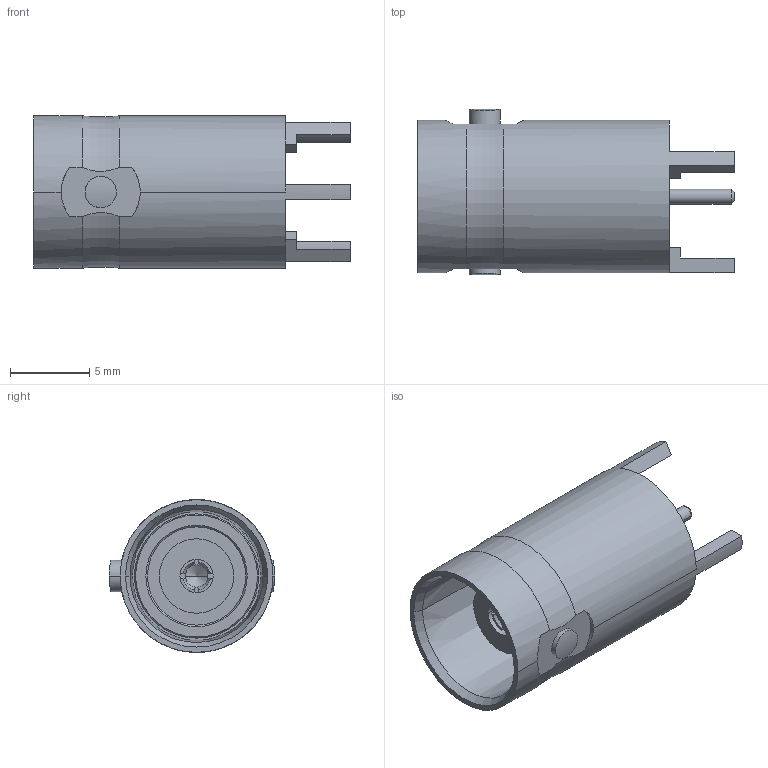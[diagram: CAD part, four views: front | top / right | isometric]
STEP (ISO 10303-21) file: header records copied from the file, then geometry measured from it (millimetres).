
FILE_DESCRIPTION((''),'2;1');
FILE_NAME('112483_SW0001','2019-11-15T',('Kaviyarasan'),(''),'CREO PARAMETRIC BY PTC INC, 2018360','CREO PARAMETRIC BY PTC INC, 2018360','');
FILE_SCHEMA(('CONFIG_CONTROL_DESIGN'));
Length unit declared in the file: millimetre
Products named in the file (1): 112483_SW0001
Bounding box: 20.01 x 10.44 x 9.65 mm (x, y, z)
Volume: 796.1 mm3; surface area: 1035 mm2
Topology: 1 solids, 1 shells, 87 faces, 224 edges, 145 vertices
Faces by surface type: plane 40, cylinder 29, cone 16, torus 2
Entity records: 2846 total; most frequent: CARTESIAN_POINT 662, DIRECTION 456, ORIENTED_EDGE 444, EDGE_CURVE 222, AXIS2_PLACEMENT_3D 171, VERTEX_POINT 145, VECTOR 114, LINE 114
